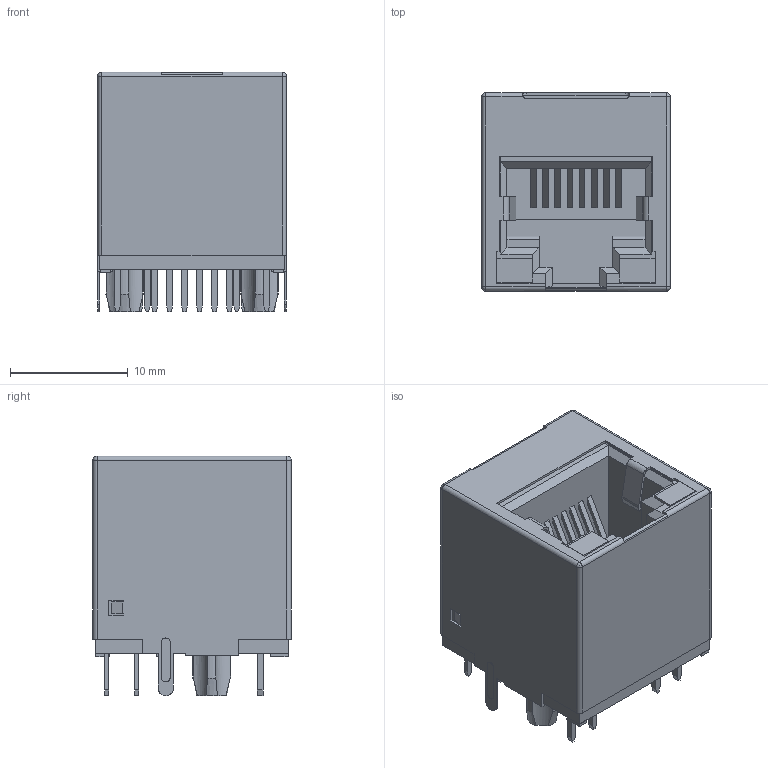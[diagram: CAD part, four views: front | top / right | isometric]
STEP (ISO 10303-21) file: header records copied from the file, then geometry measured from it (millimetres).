
FILE_DESCRIPTION(('CATIA V5 STEP Exchange','CAx-IF Rec.Pracs.--- Model Styling and Organization---1.2---2011-12-15'),'2;1');
FILE_NAME ('D1452712_0', '2018-09-21T16:30:04+00:00', ('none'), ('Weidmueller'), 'CATIA Version 5-6 Release 2014', 'CATIA V5 STEP AP214', 'none');
FILE_SCHEMA(('AUTOMOTIVE_DESIGN { 1 0 10303 214 1 1 1 1 }'));
Length unit declared in the file: millimetre
Products named in the file (1): 1534760000
Bounding box: 16.1 x 16.8 x 20.3 mm (x, y, z)
Volume: 3383 mm3; surface area: 4678.5 mm2
Topology: 3 solids, 3 shells, 385 faces, 1042 edges, 679 vertices
Faces by surface type: plane 318, cylinder 51, cone 8, sphere 4, extrusion 4
Entity records: 11304 total; most frequent: CARTESIAN_POINT 2150, ORIENTED_EDGE 2076, DIRECTION 1514, EDGE_CURVE 1038, VECTOR 900, LINE 896, VERTEX_POINT 679, EDGE_LOOP 429
